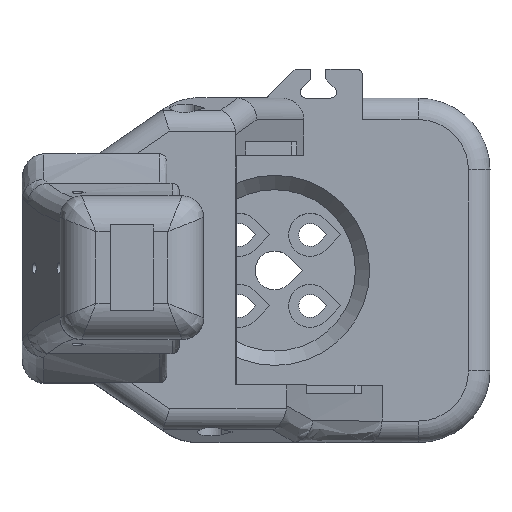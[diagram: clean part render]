
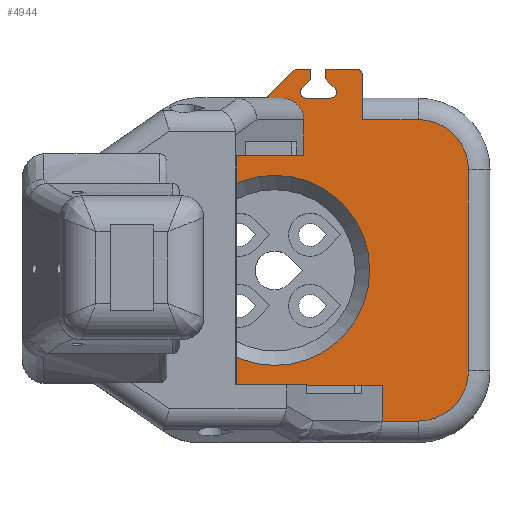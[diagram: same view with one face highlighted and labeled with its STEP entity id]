
A CAD part, top view. The second image highlights one B-rep face of the part: STEP entity #4944.
In plain terms, the highlighted planar face has unit normal (0, 0, 1).
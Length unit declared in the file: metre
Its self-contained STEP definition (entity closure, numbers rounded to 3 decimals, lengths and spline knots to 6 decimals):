
#94=ELLIPSE('',#5049,0.0008,0.0008);
#98=ELLIPSE('',#5063,0.0008,0.0008);
#100=ELLIPSE('',#5066,0.0008,0.0008);
#109=ELLIPSE('',#5107,0.003193,0.003);
#264=CIRCLE('',#5281,0.007);
#267=CIRCLE('',#5286,0.007);
#268=CIRCLE('',#5289,0.013243);
#1549=ORIENTED_EDGE('',*,*,#2396,.F.);
#1550=ORIENTED_EDGE('',*,*,#2463,.F.);
#1551=ORIENTED_EDGE('',*,*,#1944,.T.);
#1552=ORIENTED_EDGE('',*,*,#1949,.T.);
#1553=ORIENTED_EDGE('',*,*,#1952,.F.);
#1554=ORIENTED_EDGE('',*,*,#1956,.T.);
#1555=ORIENTED_EDGE('',*,*,#1939,.T.);
#1556=ORIENTED_EDGE('',*,*,#2455,.T.);
#1557=ORIENTED_EDGE('',*,*,#2083,.T.);
#1558=ORIENTED_EDGE('',*,*,#2415,.T.);
#1559=ORIENTED_EDGE('',*,*,#2405,.F.);
#1560=ORIENTED_EDGE('',*,*,#2381,.T.);
#1561=ORIENTED_EDGE('',*,*,#2395,.F.);
#1562=ORIENTED_EDGE('',*,*,#2123,.T.);
#1563=ORIENTED_EDGE('',*,*,#2171,.F.);
#1564=ORIENTED_EDGE('',*,*,#2394,.F.);
#1565=ORIENTED_EDGE('',*,*,#2392,.F.);
#1566=ORIENTED_EDGE('',*,*,#2390,.F.);
#1567=ORIENTED_EDGE('',*,*,#2385,.F.);
#1568=ORIENTED_EDGE('',*,*,#2456,.F.);
#1569=ORIENTED_EDGE('',*,*,#1990,.F.);
#1570=ORIENTED_EDGE('',*,*,#1998,.F.);
#1571=ORIENTED_EDGE('',*,*,#2458,.F.);
#1572=ORIENTED_EDGE('',*,*,#2461,.F.);
#1573=ORIENTED_EDGE('',*,*,#1994,.F.);
#1939=EDGE_CURVE('',#2653,#2652,#3076,.T.);
#1944=EDGE_CURVE('',#2658,#2657,#94,.T.);
#1949=EDGE_CURVE('',#2657,#2662,#3083,.T.);
#1952=EDGE_CURVE('',#2663,#2662,#3086,.T.);
#1956=EDGE_CURVE('',#2663,#2653,#3090,.T.);
#1990=EDGE_CURVE('',#2697,#2698,#98,.T.);
#1994=EDGE_CURVE('',#2701,#2702,#100,.T.);
#1998=EDGE_CURVE('',#2705,#2697,#3120,.T.);
#2083=EDGE_CURVE('',#2769,#2768,#109,.T.);
#2123=EDGE_CURVE('',#2798,#2788,#3202,.T.);
#2171=EDGE_CURVE('',#2823,#2788,#3221,.T.);
#2381=EDGE_CURVE('',#2958,#2957,#3379,.T.);
#2385=EDGE_CURVE('',#2960,#2961,#3382,.T.);
#2390=EDGE_CURVE('',#2961,#2964,#264,.T.);
#2392=EDGE_CURVE('',#2964,#2965,#3385,.T.);
#2394=EDGE_CURVE('',#2965,#2823,#267,.T.);
#2395=EDGE_CURVE('',#2798,#2957,#3386,.T.);
#2396=EDGE_CURVE('',#2966,#2966,#268,.T.);
#2405=EDGE_CURVE('',#2958,#2971,#3395,.T.);
#2415=EDGE_CURVE('',#2768,#2971,#3404,.T.);
#2455=EDGE_CURVE('',#2652,#2769,#3422,.T.);
#2456=EDGE_CURVE('',#2698,#2960,#3423,.T.);
#2458=EDGE_CURVE('',#2990,#2705,#3425,.T.);
#2461=EDGE_CURVE('',#2702,#2990,#3428,.T.);
#2463=EDGE_CURVE('',#2658,#2701,#3430,.T.);
#2652=VERTEX_POINT('',#8000);
#2653=VERTEX_POINT('',#8002);
#2657=VERTEX_POINT('',#8011);
#2658=VERTEX_POINT('',#8013);
#2662=VERTEX_POINT('',#8022);
#2663=VERTEX_POINT('',#8027);
#2697=VERTEX_POINT('',#8119);
#2698=VERTEX_POINT('',#8120);
#2701=VERTEX_POINT('',#8128);
#2702=VERTEX_POINT('',#8129);
#2705=VERTEX_POINT('',#8137);
#2768=VERTEX_POINT('',#8402);
#2769=VERTEX_POINT('',#8404);
#2788=VERTEX_POINT('',#8529);
#2798=VERTEX_POINT('',#8648);
#2823=VERTEX_POINT('',#8953);
#2957=VERTEX_POINT('',#9439);
#2958=VERTEX_POINT('',#9441);
#2960=VERTEX_POINT('',#9447);
#2961=VERTEX_POINT('',#9449);
#2964=VERTEX_POINT('',#9458);
#2965=VERTEX_POINT('',#9462);
#2966=VERTEX_POINT('',#9470);
#2971=VERTEX_POINT('',#9489);
#2990=VERTEX_POINT('',#10305);
#3076=LINE('',#8001,#3522);
#3083=LINE('',#8023,#3529);
#3086=LINE('',#8029,#3532);
#3090=LINE('',#8035,#3536);
#3120=LINE('',#8136,#3566);
#3202=LINE('',#8647,#3648);
#3221=LINE('',#8954,#3667);
#3379=LINE('',#9440,#3825);
#3382=LINE('',#9448,#3828);
#3385=LINE('',#9461,#3831);
#3386=LINE('',#9467,#3832);
#3395=LINE('',#9488,#3841);
#3404=LINE('',#9509,#3850);
#3422=LINE('',#10299,#3868);
#3423=LINE('',#10301,#3869);
#3425=LINE('',#10304,#3871);
#3428=LINE('',#10310,#3874);
#3430=LINE('',#10313,#3876);
#3522=VECTOR('',#5530,1.);
#3529=VECTOR('',#5547,1.);
#3532=VECTOR('',#5552,1.);
#3536=VECTOR('',#5558,1.);
#3566=VECTOR('',#5618,1.);
#3648=VECTOR('',#5806,1.);
#3667=VECTOR('',#5875,1.);
#3825=VECTOR('',#6291,1.);
#3828=VECTOR('',#6298,1.);
#3831=VECTOR('',#6313,1.);
#3832=VECTOR('',#6322,1.);
#3841=VECTOR('',#6345,1.);
#3850=VECTOR('',#6366,1.);
#3868=VECTOR('',#6438,1.);
#3869=VECTOR('',#6441,1.);
#3871=VECTOR('',#6445,1.);
#3874=VECTOR('',#6450,1.);
#3876=VECTOR('',#6454,1.);
#4191=EDGE_LOOP('',(#1549));
#4192=EDGE_LOOP('',(#1550,#1551,#1552,#1553,#1554,#1555,#1556,#1557,#1558,
#1559,#1560,#1561,#1562,#1563,#1564,#1565,#1566,#1567,#1568,#1569,#1570,
#1571,#1572,#1573));
#4516=FACE_BOUND('',#4191,.T.);
#4517=FACE_BOUND('',#4192,.T.);
#4705=PLANE('',#5331);
#4944=ADVANCED_FACE('',(#4516,#4517),#4705,.T.);
#5049=AXIS2_PLACEMENT_3D('',#8012,#5538,#5539);
#5063=AXIS2_PLACEMENT_3D('',#8118,#5602,#5603);
#5066=AXIS2_PLACEMENT_3D('',#8127,#5610,#5611);
#5107=AXIS2_PLACEMENT_3D('',#8403,#5756,#5757);
#5281=AXIS2_PLACEMENT_3D('',#9457,#6307,#6308);
#5286=AXIS2_PLACEMENT_3D('',#9465,#6318,#6319);
#5289=AXIS2_PLACEMENT_3D('',#9469,#6325,#6326);
#5331=AXIS2_PLACEMENT_3D('',#10312,#6452,#6453);
#5530=DIRECTION('',(-0.707,-0.707,0.));
#5538=DIRECTION('',(0.,0.,-1.));
#5539=DIRECTION('',(1.,0.,0.));
#5547=DIRECTION('',(0.697,0.717,0.));
#5552=DIRECTION('',(0.,-1.,0.));
#5558=DIRECTION('',(-1.,0.,0.));
#5602=DIRECTION('',(0.,0.,-1.));
#5603=DIRECTION('',(1.,0.,0.));
#5610=DIRECTION('',(0.,0.,1.));
#5611=DIRECTION('',(-1.,0.,0.));
#5618=DIRECTION('',(1.,0.,0.));
#5756=DIRECTION('',(0.,0.,-1.));
#5757=DIRECTION('',(1.,0.,0.));
#5806=DIRECTION('',(0.,-1.,0.));
#5875=DIRECTION('',(-1.,0.,0.));
#6291=DIRECTION('',(0.,-1.,0.));
#6298=DIRECTION('',(1.,0.,0.));
#6307=DIRECTION('',(0.,0.,-1.));
#6308=DIRECTION('',(0.707,0.707,0.));
#6313=DIRECTION('',(0.,-1.,0.));
#6318=DIRECTION('',(0.,0.,-1.));
#6319=DIRECTION('',(0.707,-0.707,0.));
#6322=DIRECTION('',(-1.,0.,0.));
#6325=DIRECTION('',(0.,0.,1.));
#6326=DIRECTION('',(1.,0.,0.));
#6345=DIRECTION('',(1.,0.,0.));
#6366=DIRECTION('',(0.,-1.,0.));
#6438=DIRECTION('',(1.,0.,0.));
#6441=DIRECTION('',(0.,-1.,0.));
#6445=DIRECTION('',(0.,1.,0.));
#6450=DIRECTION('',(-0.697,0.717,0.));
#6452=DIRECTION('',(0.,0.,1.));
#6453=DIRECTION('',(1.,0.,0.));
#6454=DIRECTION('',(1.,0.,0.));
#8000=CARTESIAN_POINT('',(-0.001166,0.023782,0.01195));
#8001=CARTESIAN_POINT('',(-0.001166,0.023782,0.01195));
#8002=CARTESIAN_POINT('',(0.002834,0.027782,0.01195));
#8011=CARTESIAN_POINT('',(0.003762,0.02514,0.01195));
#8012=CARTESIAN_POINT('',(0.004335,0.024582,0.01195));
#8013=CARTESIAN_POINT('',(0.004335,0.023782,0.01195));
#8022=CARTESIAN_POINT('',(0.005,0.026413,0.01195));
#8023=CARTESIAN_POINT('',(0.003151,0.024512,0.01195));
#8027=CARTESIAN_POINT('',(0.005,0.027782,0.01195));
#8029=CARTESIAN_POINT('',(0.005,0.026062,0.01195));
#8035=CARTESIAN_POINT('',(-0.000605,0.027782,0.01195));
#8118=CARTESIAN_POINT('',(0.011441,0.026982,0.01195));
#8119=CARTESIAN_POINT('',(0.011441,0.027782,0.01195));
#8120=CARTESIAN_POINT('',(0.012241,0.026982,0.01195));
#8127=CARTESIAN_POINT('',(0.007835,0.024582,0.01195));
#8128=CARTESIAN_POINT('',(0.007835,0.023782,0.01195));
#8129=CARTESIAN_POINT('',(0.008408,0.02514,0.01195));
#8136=CARTESIAN_POINT('',(0.007618,0.027782,0.01195));
#8137=CARTESIAN_POINT('',(0.007135,0.027782,0.01195));
#8402=CARTESIAN_POINT('',(0.004073,0.020782,0.01195));
#8403=CARTESIAN_POINT('',(0.00088,0.020782,0.01195));
#8404=CARTESIAN_POINT('',(0.00088,0.023782,0.01195));
#8529=CARTESIAN_POINT('',(0.014955,-0.021218,0.01195));
#8647=CARTESIAN_POINT('',(0.014955,-0.018718,0.01195));
#8648=CARTESIAN_POINT('',(0.014955,-0.016218,0.01195));
#8953=CARTESIAN_POINT('',(0.02,-0.021218,0.01195));
#8954=CARTESIAN_POINT('',(-0.017803,-0.021218,0.01195));
#9439=CARTESIAN_POINT('',(-0.015,-0.016218,0.01195));
#9440=CARTESIAN_POINT('',(-0.015,0.015782,0.01195));
#9441=CARTESIAN_POINT('',(-0.015,0.015782,0.01195));
#9447=CARTESIAN_POINT('',(0.012241,0.020782,0.01195));
#9448=CARTESIAN_POINT('',(-0.0175,0.020782,0.01195));
#9449=CARTESIAN_POINT('',(0.02,0.020782,0.01195));
#9457=CARTESIAN_POINT('',(0.02,0.013782,0.01195));
#9458=CARTESIAN_POINT('',(0.027,0.013782,0.01195));
#9461=CARTESIAN_POINT('',(0.027,0.024062,0.01195));
#9462=CARTESIAN_POINT('',(0.027,-0.014218,0.01195));
#9465=CARTESIAN_POINT('',(0.02,-0.014218,0.01195));
#9467=CARTESIAN_POINT('',(0.015,-0.016218,0.01195));
#9469=CARTESIAN_POINT('',(0.,-0.000218,0.01195));
#9470=CARTESIAN_POINT('',(0.013243,-0.000218,0.01195));
#9488=CARTESIAN_POINT('',(-0.015,0.015782,0.01195));
#9489=CARTESIAN_POINT('',(0.004073,0.015782,0.01195));
#9509=CARTESIAN_POINT('',(0.004073,0.011782,0.01195));
#10299=CARTESIAN_POINT('',(-0.001183,0.023782,0.01195));
#10301=CARTESIAN_POINT('',(0.012241,0.026062,0.01195));
#10304=CARTESIAN_POINT('',(0.007135,0.026062,0.01195));
#10305=CARTESIAN_POINT('',(0.007135,0.026449,0.01195));
#10310=CARTESIAN_POINT('',(0.005773,0.027849,0.01195));
#10312=CARTESIAN_POINT('',(-0.000605,0.024342,0.01195));
#10313=CARTESIAN_POINT('',(-0.001605,0.023782,0.01195));
